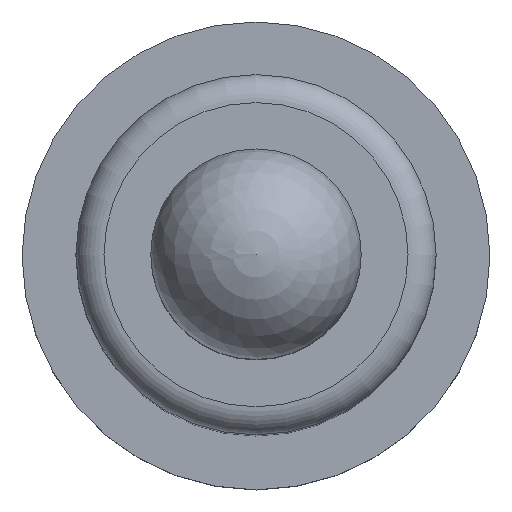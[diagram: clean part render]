
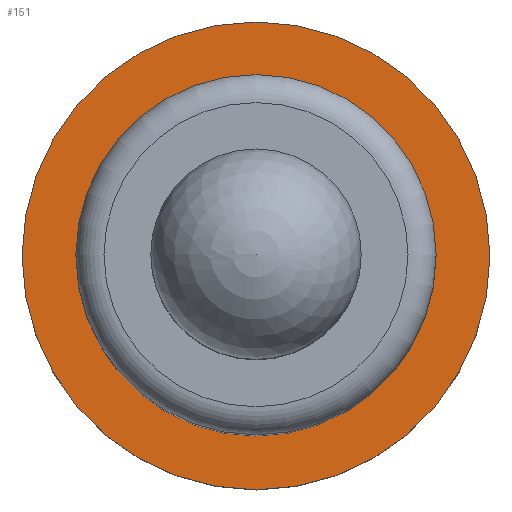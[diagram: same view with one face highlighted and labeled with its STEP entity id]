
A CAD part, top view. The second image highlights one B-rep face of the part: STEP entity #151.
In plain terms, the highlighted planar face has unit normal (0, 0, 1).
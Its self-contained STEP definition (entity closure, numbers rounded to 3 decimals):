
#23=FACE_BOUND('',#50,.T.);
#27=PLANE('',#187);
#36=FACE_OUTER_BOUND('',#49,.T.);
#49=EDGE_LOOP('',(#133));
#50=EDGE_LOOP('',(#134));
#67=CIRCLE('',#175,1.);
#71=CIRCLE('',#181,0.77);
#80=VERTEX_POINT('',#260);
#83=VERTEX_POINT('',#270);
#93=EDGE_CURVE('',#80,#80,#67,.T.);
#99=EDGE_CURVE('',#83,#83,#71,.T.);
#133=ORIENTED_EDGE('',*,*,#93,.T.);
#134=ORIENTED_EDGE('',*,*,#99,.F.);
#151=ADVANCED_FACE('',(#36,#23),#27,.T.);
#175=AXIS2_PLACEMENT_3D('',#261,#209,#210);
#181=AXIS2_PLACEMENT_3D('',#272,#223,#224);
#187=AXIS2_PLACEMENT_3D('',#281,#236,#237);
#209=DIRECTION('center_axis',(0.,0.,1.));
#210=DIRECTION('ref_axis',(1.,0.,0.));
#223=DIRECTION('center_axis',(0.,0.,1.));
#224=DIRECTION('ref_axis',(1.,0.,0.));
#236=DIRECTION('center_axis',(0.,0.,1.));
#237=DIRECTION('ref_axis',(1.,0.,0.));
#260=CARTESIAN_POINT('',(-1.,0.,1.3));
#261=CARTESIAN_POINT('Origin',(0.,0.,1.3));
#270=CARTESIAN_POINT('',(-0.77,0.,1.3));
#272=CARTESIAN_POINT('Origin',(0.,0.,1.3));
#281=CARTESIAN_POINT('Origin',(0.77,0.,1.3));
